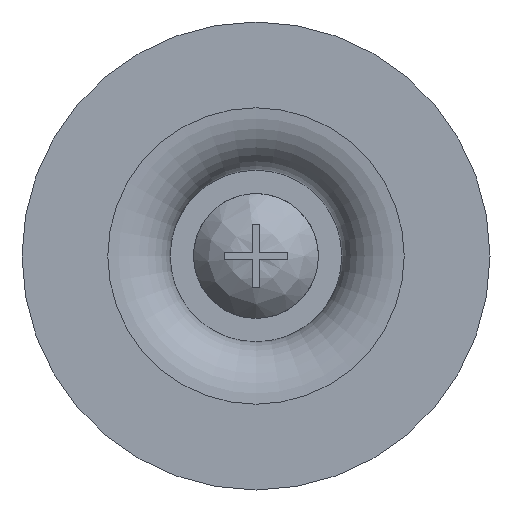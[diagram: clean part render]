
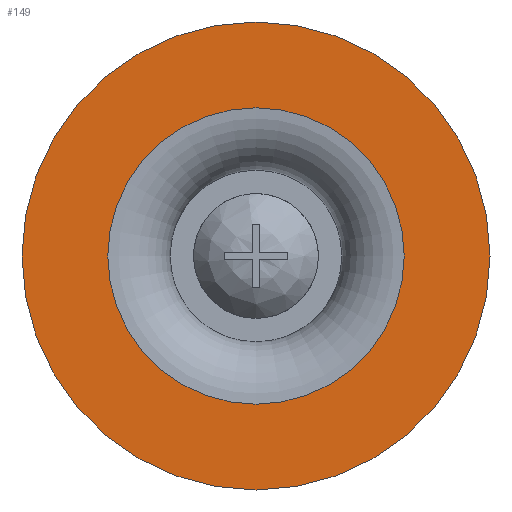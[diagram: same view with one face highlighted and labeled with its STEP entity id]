
A CAD part, front view. The second image highlights one B-rep face of the part: STEP entity #149.
In plain terms, the highlighted planar face has unit normal (0, -1, 0).
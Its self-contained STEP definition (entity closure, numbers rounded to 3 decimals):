
#149 = ADVANCED_FACE( '', ( #308, #309 ), #310, .F. );
#308 = FACE_BOUND( '', #497, .T. );
#309 = FACE_OUTER_BOUND( '', #498, .T. );
#310 = PLANE( '', #499 );
#497 = EDGE_LOOP( '', ( #830 ) );
#498 = EDGE_LOOP( '', ( #831 ) );
#499 = AXIS2_PLACEMENT_3D( '', #832, #833, #834 );
#830 = ORIENTED_EDGE( '', *, *, #950, .F. );
#831 = ORIENTED_EDGE( '', *, *, #914, .T. );
#832 = CARTESIAN_POINT( '', ( 15., 0., 0. ) );
#833 = DIRECTION( '', ( 0., 1., 0. ) );
#834 = DIRECTION( '', ( 0., 0., 1. ) );
#914 = EDGE_CURVE( '', #1076, #1076, #1077, .T. );
#950 = EDGE_CURVE( '', #1129, #1129, #1130, .T. );
#1076 = VERTEX_POINT( '', #1321 );
#1077 = CIRCLE( '', #1322, 15. );
#1129 = VERTEX_POINT( '', #1432 );
#1130 = CIRCLE( '', #1433, 9.5 );
#1321 = CARTESIAN_POINT( '', ( 0., 0., -15. ) );
#1322 = AXIS2_PLACEMENT_3D( '', #1637, #1638, #1639 );
#1432 = CARTESIAN_POINT( '', ( 0., 0., -9.5 ) );
#1433 = AXIS2_PLACEMENT_3D( '', #1656, #1657, #1658 );
#1637 = CARTESIAN_POINT( '', ( 0., 0., 0. ) );
#1638 = DIRECTION( '', ( 0., -1., 0. ) );
#1639 = DIRECTION( '', ( 0., 0., -1. ) );
#1656 = CARTESIAN_POINT( '', ( 0., 0., 0. ) );
#1657 = DIRECTION( '', ( 0., -1., 0. ) );
#1658 = DIRECTION( '', ( 0., 0., -1. ) );
